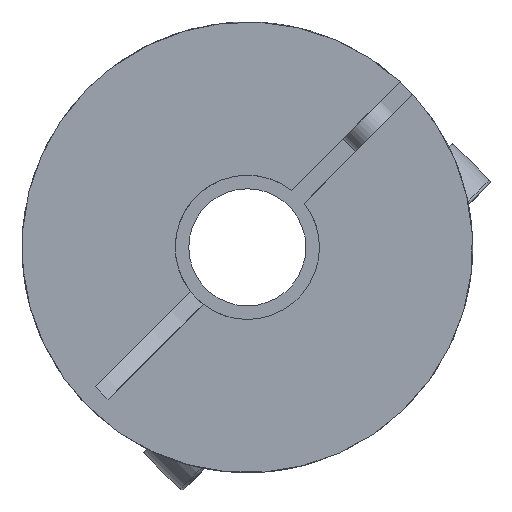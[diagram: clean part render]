
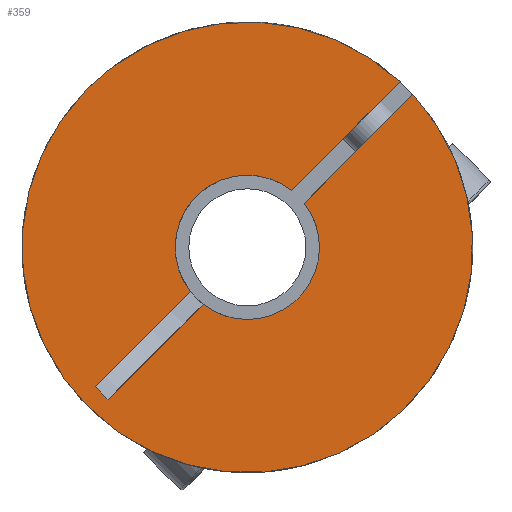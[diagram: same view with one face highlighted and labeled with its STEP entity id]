
A CAD part, front view. The second image highlights one B-rep face of the part: STEP entity #359.
In plain terms, the highlighted planar face has unit normal (0, -1, 0).
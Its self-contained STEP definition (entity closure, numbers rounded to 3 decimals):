
#359=ADVANCED_FACE('',(#543),#1732,.T.);
#543=FACE_OUTER_BOUND('',#746,.F.);
#746=EDGE_LOOP('',(#1351,#1352,#1353,#1354,#1355,#1356,#1357,#1358,#1359));
#1351=ORIENTED_EDGE('',*,*,#2380,.F.);
#1352=ORIENTED_EDGE('',*,*,#2382,.F.);
#1353=ORIENTED_EDGE('',*,*,#2368,.T.);
#1354=ORIENTED_EDGE('',*,*,#2391,.T.);
#1355=ORIENTED_EDGE('',*,*,#2363,.T.);
#1356=ORIENTED_EDGE('',*,*,#2362,.T.);
#1357=ORIENTED_EDGE('',*,*,#2361,.T.);
#1358=ORIENTED_EDGE('',*,*,#2390,.T.);
#1359=ORIENTED_EDGE('',*,*,#2369,.T.);
#1732=PLANE('',#3295);
#1833=LINE('',#5264,#1991);
#1834=LINE('',#5265,#1992);
#1835=LINE('',#5266,#1993);
#1838=LINE('',#5281,#1996);
#1839=LINE('',#5282,#1997);
#1991=VECTOR('',#3928,7.462);
#1992=VECTOR('',#3929,1.);
#1993=VECTOR('',#3930,7.462);
#1996=VECTOR('',#3933,8.521);
#1997=VECTOR('',#3934,8.521);
#2361=EDGE_CURVE('',#2906,#2901,#1833,.T.);
#2362=EDGE_CURVE('',#2903,#2906,#1834,.T.);
#2363=EDGE_CURVE('',#2900,#2903,#1835,.T.);
#2368=EDGE_CURVE('',#2892,#2894,#1838,.T.);
#2369=EDGE_CURVE('',#2896,#2891,#1839,.T.);
#2380=EDGE_CURVE('',#2890,#2891,#2678,.T.);
#2382=EDGE_CURVE('',#2892,#2890,#2679,.T.);
#2390=EDGE_CURVE('',#2901,#2896,#2684,.T.);
#2391=EDGE_CURVE('',#2894,#2900,#2685,.T.);
#2678=CIRCLE('',#3252,12.5);
#2679=CIRCLE('',#3253,12.5);
#2684=CIRCLE('',#3258,4.);
#2685=CIRCLE('',#3259,4.);
#2890=VERTEX_POINT('',#5126);
#2891=VERTEX_POINT('',#5127);
#2892=VERTEX_POINT('',#5128);
#2894=VERTEX_POINT('',#5130);
#2896=VERTEX_POINT('',#5132);
#2900=VERTEX_POINT('',#5136);
#2901=VERTEX_POINT('',#5137);
#2903=VERTEX_POINT('',#5139);
#2906=VERTEX_POINT('',#5142);
#3252=AXIS2_PLACEMENT_3D('',#5351,#3947,#3948);
#3253=AXIS2_PLACEMENT_3D('',#5353,#3950,#3951);
#3258=AXIS2_PLACEMENT_3D('',#5393,#3961,#3962);
#3259=AXIS2_PLACEMENT_3D('',#5394,#3963,#3964);
#3295=AXIS2_PLACEMENT_3D('',#5430,#4035,#4036);
#3928=DIRECTION('',(0.707,0.,0.707));
#3929=DIRECTION('',(0.707,0.,-0.707));
#3930=DIRECTION('',(-0.707,0.,-0.707));
#3933=DIRECTION('',(-0.707,0.,-0.707));
#3934=DIRECTION('',(0.707,0.,0.707));
#3947=DIRECTION('',(0.,-1.,0.));
#3948=DIRECTION('',(-0.707,0.,-0.707));
#3950=DIRECTION('',(0.,-1.,0.));
#3951=DIRECTION('',(0.678,0.,0.735));
#3961=DIRECTION('',(0.,-1.,0.));
#3962=DIRECTION('',(-0.613,0.,-0.79));
#3963=DIRECTION('',(0.,-1.,0.));
#3964=DIRECTION('',(0.613,0.,0.79));
#4035=DIRECTION('',(0.,-1.,0.));
#4036=DIRECTION('',(-0.707,0.,0.707));
#5126=CARTESIAN_POINT('',(-9.889,17.827,-93.209));
#5127=CARTESIAN_POINT('',(8.135,17.827,-75.892));
#5128=CARTESIAN_POINT('',(7.428,17.827,-75.185));
#5130=CARTESIAN_POINT('',(1.403,17.827,-81.211));
#5132=CARTESIAN_POINT('',(2.11,17.827,-81.918));
#5136=CARTESIAN_POINT('',(-4.21,17.827,-86.823));
#5137=CARTESIAN_POINT('',(-3.503,17.827,-87.53));
#5139=CARTESIAN_POINT('',(-9.486,17.827,-92.099));
#5142=CARTESIAN_POINT('',(-8.779,17.827,-92.806));
#5264=CARTESIAN_POINT('',(-8.779,17.827,-92.806));
#5265=CARTESIAN_POINT('',(-9.486,17.827,-92.099));
#5266=CARTESIAN_POINT('',(-4.21,17.827,-86.823));
#5281=CARTESIAN_POINT('',(7.428,17.827,-75.185));
#5282=CARTESIAN_POINT('',(2.11,17.827,-81.918));
#5351=CARTESIAN_POINT('',(-1.05,17.827,-84.37));
#5353=CARTESIAN_POINT('',(-1.05,17.827,-84.37));
#5393=CARTESIAN_POINT('',(-1.05,17.827,-84.37));
#5394=CARTESIAN_POINT('',(-1.05,17.827,-84.37));
#5430=CARTESIAN_POINT('',(16.981,17.827,-84.37));
